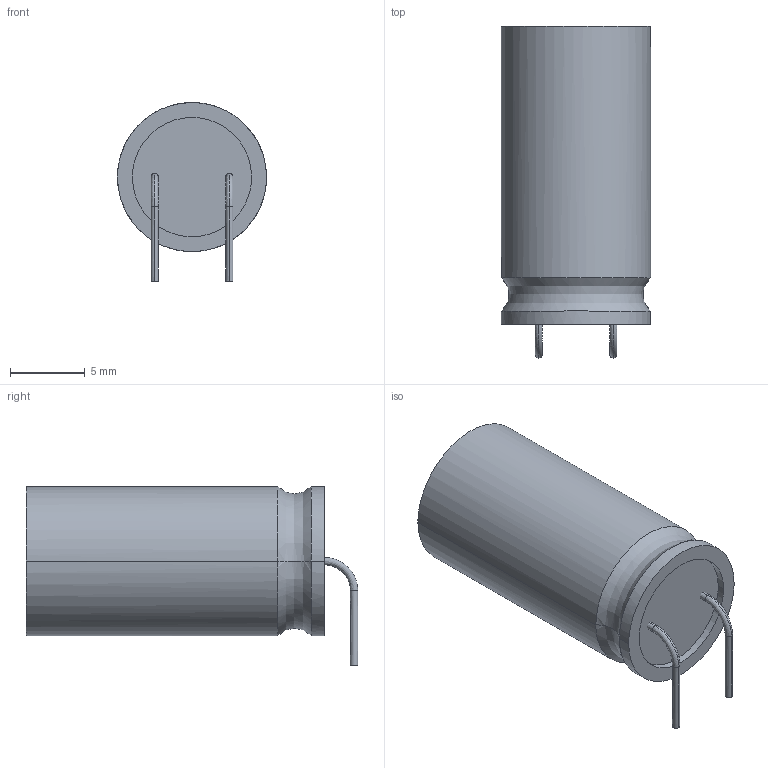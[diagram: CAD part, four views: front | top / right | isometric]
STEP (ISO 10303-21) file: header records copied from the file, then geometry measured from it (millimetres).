
FILE_DESCRIPTION(/* description */ (''),/* implementation_level */ '2;1');
FILE_NAME(/* name */ 'CAP-20~1',/* time_stamp */ '2020-09-09T10:15:26-03:00',/* author */ (''),/* organization */ (''),/* preprocessor_version */ 'ST-DEVELOPER v14',/* originating_system */ '',/* authorisation */ '');
FILE_SCHEMA (('CONFIG_CONTROL_DESIGN'));
Length unit declared in the file: millimetre
Products named in the file (1): Document
Bounding box: 10 x 22.25 x 12 mm (x, y, z)
Volume: 1530.3 mm3; surface area: 958.4 mm2
Topology: 4 solids, 4 shells, 39 faces, 78 edges, 49 vertices
Faces by surface type: bspline 27, plane 12
Entity records: 2250 total; most frequent: CARTESIAN_POINT 1704, ORIENTED_EDGE 156, EDGE_CURVE 78, VERTEX_POINT 49, EDGE_LOOP 41, ADVANCED_FACE 39, FACE_OUTER_BOUND 39, DIRECTION 16
